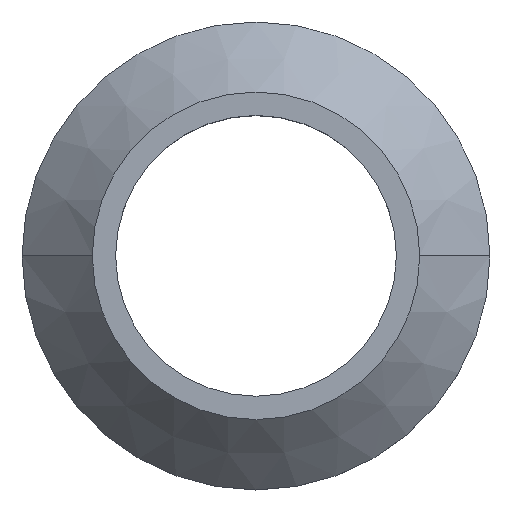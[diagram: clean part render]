
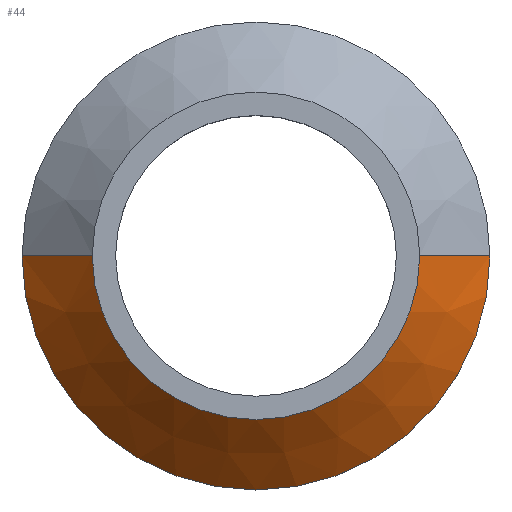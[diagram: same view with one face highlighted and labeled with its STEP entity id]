
A CAD part, top view. The second image highlights one B-rep face of the part: STEP entity #44.
In plain terms, the highlighted conical face has half-angle 45 degrees and reference radius 7 mm.
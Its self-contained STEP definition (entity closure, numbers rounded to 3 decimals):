
#3 = CARTESIAN_POINT ( 'NONE',  ( 7., 0., 5. ) ) ;
#8 = AXIS2_PLACEMENT_3D ( 'NONE', #220, #203, #36 ) ;
#16 = AXIS2_PLACEMENT_3D ( 'NONE', #226, #183, #208 ) ;
#19 = FACE_OUTER_BOUND ( 'NONE', #21, .T. ) ;
#21 = EDGE_LOOP ( 'NONE', ( #278, #217, #199, #120 ) ) ;
#27 = CARTESIAN_POINT ( 'NONE',  ( -10., 0., 2. ) ) ;
#33 = VERTEX_POINT ( 'NONE', #27 ) ;
#36 = DIRECTION ( 'NONE',  ( 1., 0., 0. ) ) ;
#41 = VERTEX_POINT ( 'NONE', #98 ) ;
#44 = ADVANCED_FACE ( 'NONE', ( #19 ), #111, .T. ) ;
#51 = CARTESIAN_POINT ( 'NONE',  ( 7., 0., 5. ) ) ;
#66 = CIRCLE ( 'NONE', #16, 10. ) ;
#95 = VERTEX_POINT ( 'NONE', #147 ) ;
#98 = CARTESIAN_POINT ( 'NONE',  ( 10., 0., 2. ) ) ;
#111 = CONICAL_SURFACE ( 'NONE', #234, 7., 0.785 ) ;
#120 = ORIENTED_EDGE ( 'NONE', *, *, #290, .F. ) ;
#121 = VECTOR ( 'NONE', #282, 1000. ) ;
#137 = CIRCLE ( 'NONE', #8, 7. ) ;
#145 = EDGE_CURVE ( 'NONE', #189, #41, #258, .T. ) ;
#147 = CARTESIAN_POINT ( 'NONE',  ( -7., 0., 5. ) ) ;
#169 = DIRECTION ( 'NONE',  ( 0., 0., -1. ) ) ;
#175 = EDGE_CURVE ( 'NONE', #95, #189, #137, .T. ) ;
#183 = DIRECTION ( 'NONE',  ( 0., 0., -1. ) ) ;
#189 = VERTEX_POINT ( 'NONE', #3 ) ;
#198 = CARTESIAN_POINT ( 'NONE',  ( -7., 0., 5. ) ) ;
#199 = ORIENTED_EDGE ( 'NONE', *, *, #239, .T. ) ;
#203 = DIRECTION ( 'NONE',  ( 0., 0., 1. ) ) ;
#208 = DIRECTION ( 'NONE',  ( 1., 0., 0. ) ) ;
#217 = ORIENTED_EDGE ( 'NONE', *, *, #175, .F. ) ;
#220 = CARTESIAN_POINT ( 'NONE',  ( 0., 0., 5. ) ) ;
#226 = CARTESIAN_POINT ( 'NONE',  ( 0., 0., 2. ) ) ;
#234 = AXIS2_PLACEMENT_3D ( 'NONE', #296, #169, #251 ) ;
#238 = VECTOR ( 'NONE', #255, 1000. ) ;
#239 = EDGE_CURVE ( 'NONE', #95, #33, #247, .T. ) ;
#247 = LINE ( 'NONE', #198, #238 ) ;
#251 = DIRECTION ( 'NONE',  ( -1., 0., 0. ) ) ;
#255 = DIRECTION ( 'NONE',  ( -0.707, 0., -0.707 ) ) ;
#258 = LINE ( 'NONE', #51, #121 ) ;
#278 = ORIENTED_EDGE ( 'NONE', *, *, #145, .F. ) ;
#282 = DIRECTION ( 'NONE',  ( 0.707, 0., -0.707 ) ) ;
#290 = EDGE_CURVE ( 'NONE', #41, #33, #66, .T. ) ;
#296 = CARTESIAN_POINT ( 'NONE',  ( 0., 0., 5. ) ) ;
